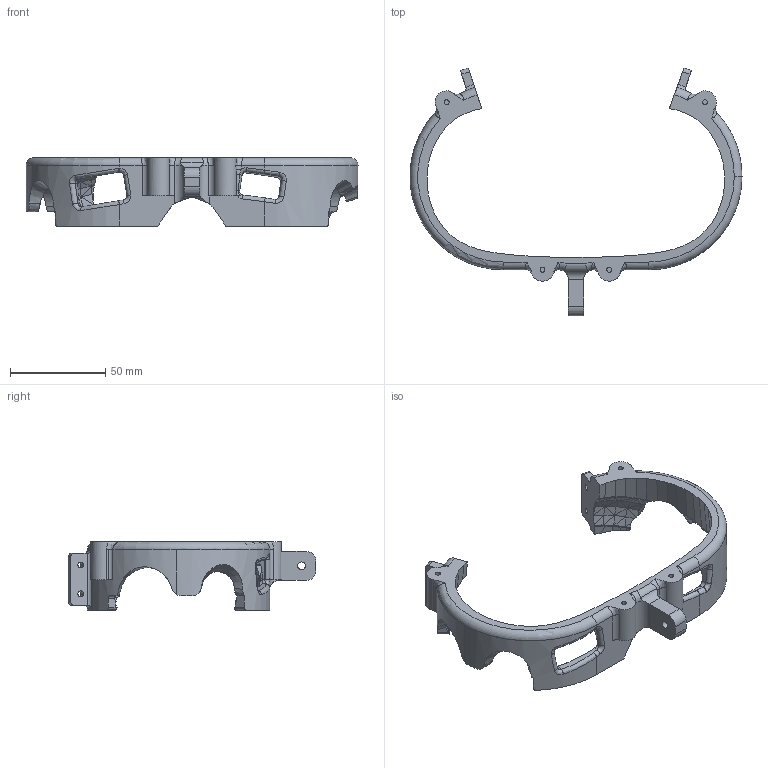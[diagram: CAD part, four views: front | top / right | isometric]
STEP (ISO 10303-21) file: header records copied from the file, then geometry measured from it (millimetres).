
FILE_DESCRIPTION (( 'STEP AP214' ), '1' );
FILE_NAME ('Body.STEP', '2024-05-29T12:04:00', ( '' ), ( '' ), 'SwSTEP 2.0', 'SolidWorks 2024', '' );
FILE_SCHEMA (( 'AUTOMOTIVE_DESIGN' ));
Length unit declared in the file: millimetre
Products named in the file (1): Body
Bounding box: 174.22 x 130.1 x 35.85 mm (x, y, z)
Volume: 63233.2 mm3; surface area: 27227.3 mm2
Topology: 1 solids, 1 shells, 891 faces, 2065 edges, 1176 vertices
Faces by surface type: plane 747, cylinder 87, bspline 43, torus 11, cone 3
Entity records: 26339 total; most frequent: CARTESIAN_POINT 7345, ORIENTED_EDGE 4130, DIRECTION 3568, EDGE_CURVE 2065, LINE 1582, VECTOR 1582, VERTEX_POINT 1176, AXIS2_PLACEMENT_3D 993
